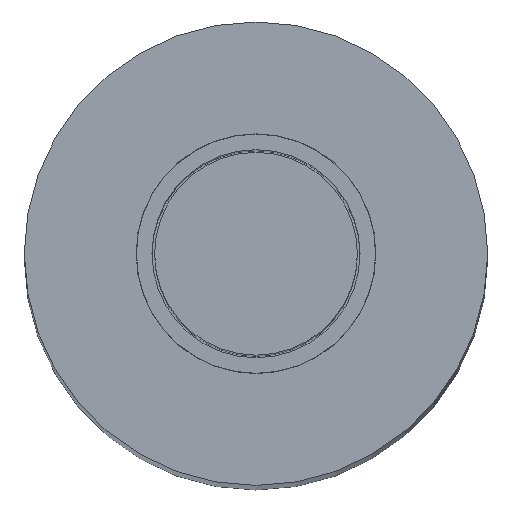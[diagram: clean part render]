
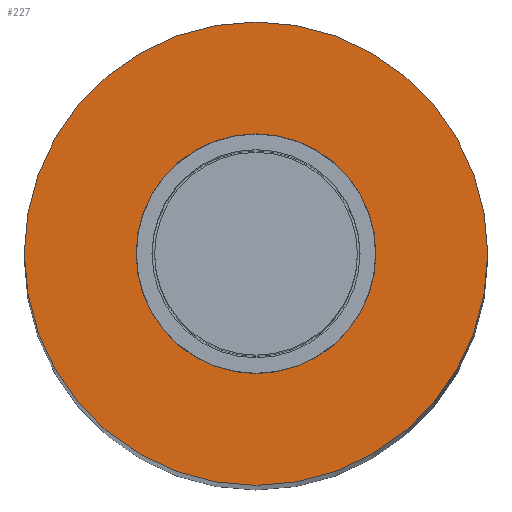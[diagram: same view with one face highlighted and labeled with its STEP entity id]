
A CAD part, top view. The second image highlights one B-rep face of the part: STEP entity #227.
In plain terms, the highlighted planar face has unit normal (0, 0, 1).
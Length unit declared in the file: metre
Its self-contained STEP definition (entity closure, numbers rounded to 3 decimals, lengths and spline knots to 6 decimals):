
#42=PLANE('',#318);
#62=ORIENTED_EDGE('',*,*,#90,.F.);
#63=ORIENTED_EDGE('',*,*,#92,.T.);
#90=EDGE_CURVE('',#108,#108,#126,.T.);
#92=EDGE_CURVE('',#110,#110,#128,.T.);
#108=VERTEX_POINT('',#447);
#110=VERTEX_POINT('',#452);
#126=CIRCLE('',#313,0.00461);
#128=CIRCLE('',#316,0.00891);
#152=EDGE_LOOP('',(#62));
#153=EDGE_LOOP('',(#63));
#188=FACE_BOUND('',#152,.T.);
#189=FACE_BOUND('',#153,.T.);
#227=ADVANCED_FACE('',(#188,#189),#42,.T.);
#313=AXIS2_PLACEMENT_3D('',#446,#367,#368);
#316=AXIS2_PLACEMENT_3D('',#451,#373,#374);
#318=AXIS2_PLACEMENT_3D('',#455,#377,#378);
#367=DIRECTION('',(0.,0.,1.));
#368=DIRECTION('',(1.,0.,0.));
#373=DIRECTION('',(0.,0.,1.));
#374=DIRECTION('',(1.,0.,0.));
#377=DIRECTION('',(0.,0.,1.));
#378=DIRECTION('',(1.,0.,0.));
#446=CARTESIAN_POINT('',(0.,0.,0.0504));
#447=CARTESIAN_POINT('',(0.00461,0.,0.0504));
#451=CARTESIAN_POINT('',(0.,0.,0.0504));
#452=CARTESIAN_POINT('',(0.00891,0.,0.0504));
#455=CARTESIAN_POINT('',(0.,0.,0.0504));
